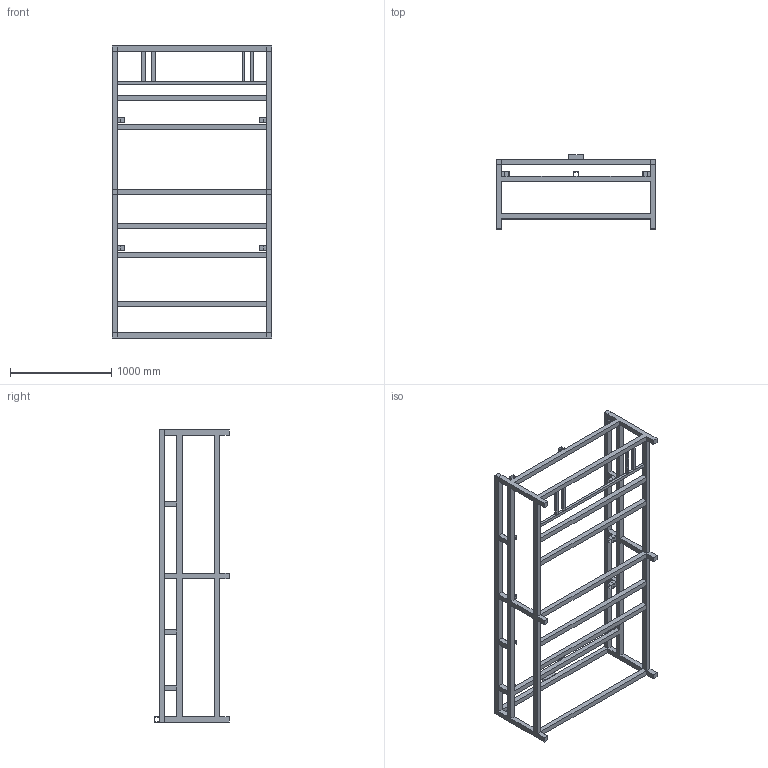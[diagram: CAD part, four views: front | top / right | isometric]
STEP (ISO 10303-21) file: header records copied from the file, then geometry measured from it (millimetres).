
FILE_DESCRIPTION(('FreeCAD Model'),'2;1');
FILE_NAME('Open CASCADE Shape Model','2025-05-03T17:24:22',('FreeCAD'),( 'FreeCAD'),'Open CASCADE STEP processor 7.6','FreeCAD','Unknown');
FILE_SCHEMA(('AUTOMOTIVE_DESIGN { 1 0 10303 214 1 1 1 1 }'));
Length unit declared in the file: millimetre
Products named in the file (1): Open CASCADE STEP translator 7.6 1
Bounding box: 1572.6 x 737.94 x 2879.82 mm (x, y, z)
Volume: 90298880.5 mm3; surface area: 7939102.5 mm2
Topology: 12 solids, 18 shells, 357 faces, 876 edges, 556 vertices
Faces by surface type: bspline 357
Entity records: 9338 total; most frequent: CARTESIAN_POINT 3737, ORIENTED_EDGE 1752, EDGE_CURVE 876, B_SPLINE_CURVE_WITH_KNOTS 876, VERTEX_POINT 556, FACE_BOUND 388, EDGE_LOOP 388, ADVANCED_FACE 357
